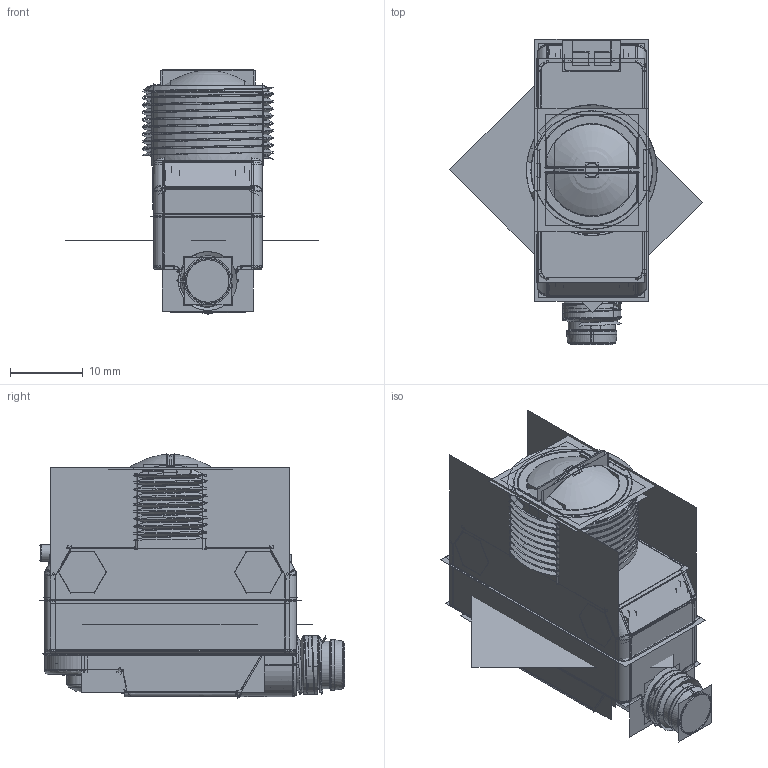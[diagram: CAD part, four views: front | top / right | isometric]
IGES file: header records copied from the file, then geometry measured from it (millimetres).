
Start section:  PTC IGES file: 200052.igs
Global section: file name: 200052.igs; native system: Creo Parametric by PTC Inc.; preprocessor: 2016260; author: pdmadmin; organization: Unknown; date: 20170420.131007; units: millimetre
Bounding box: 34.61 x 41.8 x 33.43 mm (x, y, z)
Volume: 6688.6 mm3; surface area: 78704 mm2
Topology: 13 solids, 14 shells, 2318 faces, 11600 edges, 14560 vertices
Faces by surface type: bspline 1160, revolution 1158
